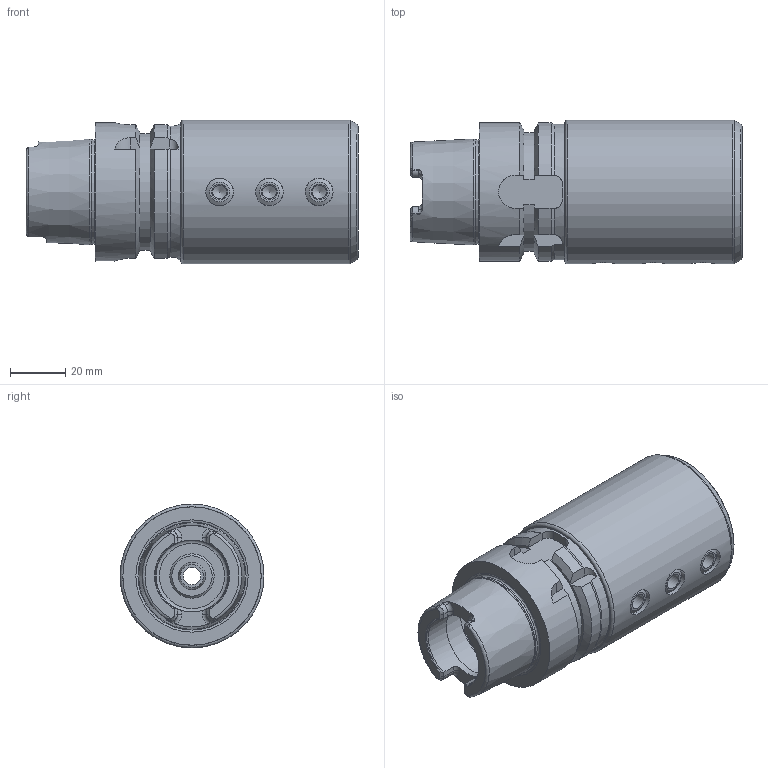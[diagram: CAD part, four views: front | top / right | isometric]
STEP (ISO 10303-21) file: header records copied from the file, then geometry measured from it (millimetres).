
FILE_DESCRIPTION((''),'2;1');
FILE_NAME('591004020095-3D.stp','2021-10-05T11:29:32',('nttooll'),(''),'Autodesk Inventor 2012','Autodesk Inventor 2012','');
FILE_SCHEMA(('AUTOMOTIVE_DESIGN { 1 0 10303 214 1 1 1 1 }'));
Length unit declared in the file: millimetre
Products named in the file (1): 591004020095-3D
Bounding box: 120 x 52 x 52 mm (x, y, z)
Volume: 172595.8 mm3; surface area: 33585.7 mm2
Topology: 1 solids, 1 shells, 168 faces, 409 edges, 254 vertices
Faces by surface type: cylinder 54, plane 54, cone 39, torus 21
Full cylindrical faces by diameter (mm): 5 x3, 5.774 x3, 6.4 x1, 7 x3, 9.5 x1, 10 x7, 16 x1, 20 x1, 20.4 x1, 26 x1, 26.6 x1, 32 x1, 37.9 x1, 49 x1, 50 x1, 52 x1
Entity records: 4874 total; most frequent: CARTESIAN_POINT 1269, DIRECTION 764, ORIENTED_EDGE 668, EDGE_CURVE 334, AXIS2_PLACEMENT_3D 327, EDGE_LOOP 242, VERTEX_POINT 240, FACE_OUTER_BOUND 168
